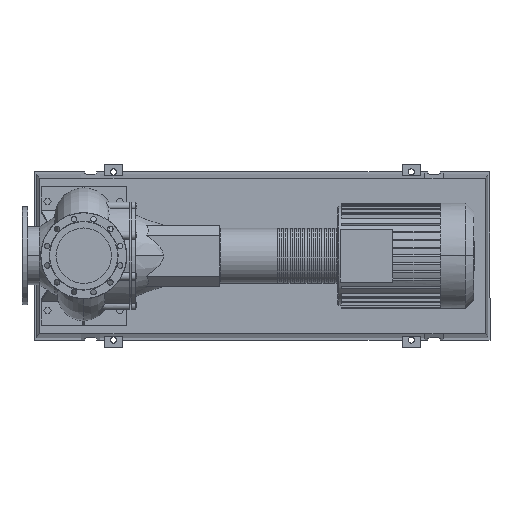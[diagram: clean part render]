
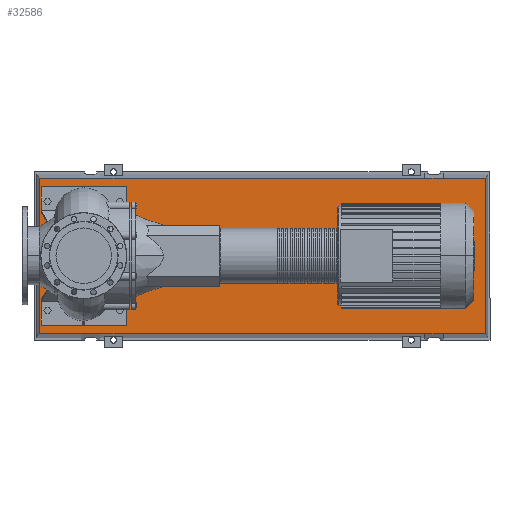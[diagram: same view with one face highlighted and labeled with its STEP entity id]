
A CAD part, top view. The second image highlights one B-rep face of the part: STEP entity #32586.
In plain terms, the highlighted free-form (B-spline) face has degree [1, 1] with [2, 2] control points.
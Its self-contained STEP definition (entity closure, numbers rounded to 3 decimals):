
#29987=CARTESIAN_POINT('',(1603.5,366.0,123.0));
#29988=VERTEX_POINT('',#29987);
#29995=CARTESIAN_POINT('',(1690.5,366.0,123.0));
#29996=VERTEX_POINT('',#29995);
#29997=CARTESIAN_POINT('',(1603.5,366.0,123.0));
#29998=DIRECTION('',(1.0,0.0,0.0));
#29999=VECTOR('',#29998,87.0);
#30000=LINE('',#29997,#29999);
#30001=EDGE_CURVE('',#29988,#29996,#30000,.T.);
#30453=CARTESIAN_POINT('',(76.5,366.0,123.0));
#30454=VERTEX_POINT('',#30453);
#30461=CARTESIAN_POINT('',(76.5,366.0,123.0));
#30462=DIRECTION('',(1.0,0.0,0.0));
#30463=VECTOR('',#30462,1527.0);
#30464=LINE('',#30461,#30463);
#30465=EDGE_CURVE('',#30454,#29988,#30464,.T.);
#30813=CARTESIAN_POINT('',(-10.5,366.0,123.0));
#30814=VERTEX_POINT('',#30813);
#30821=CARTESIAN_POINT('',(-10.5,366.0,123.0));
#30822=DIRECTION('',(1.0,0.0,0.0));
#30823=VECTOR('',#30822,87.);
#30824=LINE('',#30821,#30823);
#30825=EDGE_CURVE('',#30814,#30454,#30824,.T.);
#30884=CARTESIAN_POINT('',(1890.0,366.0,123.0));
#30885=VERTEX_POINT('',#30884);
#30886=CARTESIAN_POINT('',(1690.5,366.0,123.0));
#30887=DIRECTION('',(1.0,0.0,0.0));
#30888=VECTOR('',#30887,199.5);
#30889=LINE('',#30886,#30888);
#30890=EDGE_CURVE('',#29996,#30885,#30889,.T.);
#30916=CARTESIAN_POINT('',(-210.,366.0,123.0));
#30917=VERTEX_POINT('',#30916);
#30924=CARTESIAN_POINT('',(-210.,366.0,123.0));
#30925=DIRECTION('',(1.0,0.0,0.0));
#30926=VECTOR('',#30925,199.5);
#30927=LINE('',#30924,#30926);
#30928=EDGE_CURVE('',#30917,#30814,#30927,.T.);
#31161=CARTESIAN_POINT('',(1690.5,-366.0,123.0));
#31162=VERTEX_POINT('',#31161);
#31169=CARTESIAN_POINT('',(1603.5,-366.0,123.0));
#31170=VERTEX_POINT('',#31169);
#31171=CARTESIAN_POINT('',(1603.5,-366.0,123.0));
#31172=DIRECTION('',(1.0,0.0,0.0));
#31173=VECTOR('',#31172,87.0);
#31174=LINE('',#31171,#31173);
#31175=EDGE_CURVE('',#31170,#31162,#31174,.T.);
#31395=CARTESIAN_POINT('',(1890.0,-366.0,123.0));
#31396=VERTEX_POINT('',#31395);
#31403=CARTESIAN_POINT('',(1690.5,-366.0,123.0));
#31404=DIRECTION('',(1.0,0.0,0.0));
#31405=VECTOR('',#31404,199.5);
#31406=LINE('',#31403,#31405);
#31407=EDGE_CURVE('',#31162,#31396,#31406,.T.);
#31524=CARTESIAN_POINT('',(76.5,-366.0,123.0));
#31525=VERTEX_POINT('',#31524);
#31532=CARTESIAN_POINT('',(-10.5,-366.0,123.0));
#31533=VERTEX_POINT('',#31532);
#31534=CARTESIAN_POINT('',(-10.5,-366.0,123.0));
#31535=DIRECTION('',(1.0,0.0,0.0));
#31536=VECTOR('',#31535,87.);
#31537=LINE('',#31534,#31536);
#31538=EDGE_CURVE('',#31533,#31525,#31537,.T.);
#31649=CARTESIAN_POINT('',(-210.,-366.0,123.0));
#31650=VERTEX_POINT('',#31649);
#31651=CARTESIAN_POINT('',(-210.,-366.0,123.0));
#31652=DIRECTION('',(1.0,0.0,0.0));
#31653=VECTOR('',#31652,199.5);
#31654=LINE('',#31651,#31653);
#31655=EDGE_CURVE('',#31650,#31533,#31654,.T.);
#31673=CARTESIAN_POINT('',(76.5,-366.0,123.0));
#31674=DIRECTION('',(1.0,0.0,0.0));
#31675=VECTOR('',#31674,1527.0);
#31676=LINE('',#31673,#31675);
#31677=EDGE_CURVE('',#31525,#31170,#31676,.T.);
#32557=CARTESIAN_POINT('',(-210.0,-366.0,123.));
#32558=CARTESIAN_POINT('',(1890.0,-366.0,123.));
#32559=CARTESIAN_POINT('',(-210.0,366.0,123.));
#32560=CARTESIAN_POINT('',(1890.0,366.0,123.));
#32561=B_SPLINE_SURFACE_WITH_KNOTS('',1,1,((#32557,#32559),(#32558,#32560)),.UNSPECIFIED.,.F.,.F.,.U.,(2,2),(2,2),(0.0,2100.0),(0.0,732.0),.UNSPECIFIED.);
#32562=CARTESIAN_POINT('',(1890.0,366.0,123.0));
#32563=DIRECTION('',(0.0,-1.0,0.0));
#32564=VECTOR('',#32563,732.0);
#32565=LINE('',#32562,#32564);
#32566=EDGE_CURVE('',#30885,#31396,#32565,.T.);
#32567=ORIENTED_EDGE('',*,*,#32566,.F.);
#32568=ORIENTED_EDGE('',*,*,#30890,.F.);
#32569=ORIENTED_EDGE('',*,*,#30001,.F.);
#32570=ORIENTED_EDGE('',*,*,#30465,.F.);
#32571=ORIENTED_EDGE('',*,*,#30825,.F.);
#32572=ORIENTED_EDGE('',*,*,#30928,.F.);
#32573=CARTESIAN_POINT('',(-210.,366.0,123.0));
#32574=DIRECTION('',(0.0,-1.0,0.0));
#32575=VECTOR('',#32574,732.0);
#32576=LINE('',#32573,#32575);
#32577=EDGE_CURVE('',#30917,#31650,#32576,.T.);
#32578=ORIENTED_EDGE('',*,*,#32577,.T.);
#32579=ORIENTED_EDGE('',*,*,#31655,.T.);
#32580=ORIENTED_EDGE('',*,*,#31538,.T.);
#32581=ORIENTED_EDGE('',*,*,#31677,.T.);
#32582=ORIENTED_EDGE('',*,*,#31175,.T.);
#32583=ORIENTED_EDGE('',*,*,#31407,.T.);
#32584=EDGE_LOOP('',(#32567,#32568,#32569,#32570,#32571,#32572,#32578,#32579,#32580,#32581,#32582,#32583));
#32585=FACE_OUTER_BOUND('',#32584,.T.);
#32586=ADVANCED_FACE('',(#32585),#32561,.T.);
